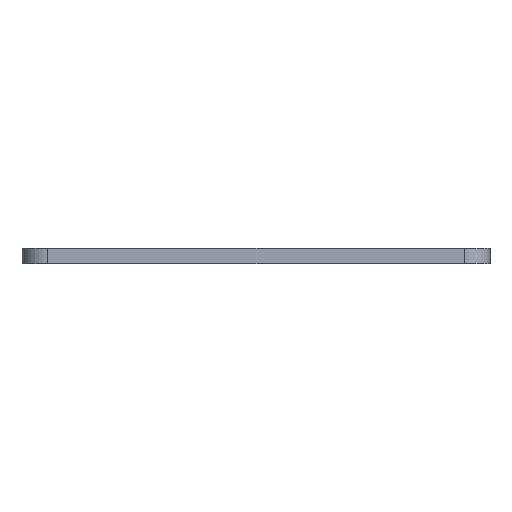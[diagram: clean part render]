
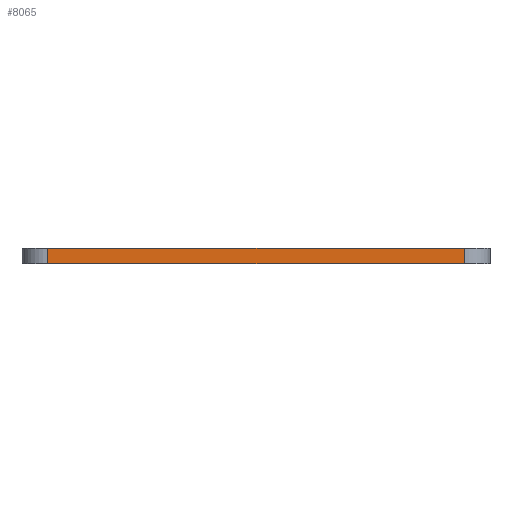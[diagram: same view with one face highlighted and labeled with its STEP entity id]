
A CAD part, left-side view. The second image highlights one B-rep face of the part: STEP entity #8065.
In plain terms, the highlighted planar face has unit normal (-1, 0, 0).
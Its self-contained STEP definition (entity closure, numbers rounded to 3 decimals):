
#1334=FACE_OUTER_BOUND('',#1795,.T.);
#1795=EDGE_LOOP('',(#7378,#7379,#7380,#7381));
#2382=LINE('',#16323,#3008);
#2409=LINE('',#16398,#3035);
#2410=LINE('',#16401,#3036);
#2411=LINE('',#16402,#3037);
#3008=VECTOR('',#9031,10.);
#3035=VECTOR('',#9094,10.);
#3036=VECTOR('',#9097,10.);
#3037=VECTOR('',#9098,10.);
#3835=VERTEX_POINT('',#16320);
#3836=VERTEX_POINT('',#16322);
#3865=VERTEX_POINT('',#16394);
#3867=VERTEX_POINT('',#16400);
#5015=EDGE_CURVE('',#3835,#3836,#2382,.T.);
#5049=EDGE_CURVE('',#3836,#3865,#2409,.T.);
#5050=EDGE_CURVE('',#3867,#3835,#2410,.T.);
#5051=EDGE_CURVE('',#3865,#3867,#2411,.T.);
#7378=ORIENTED_EDGE('',*,*,#5049,.F.);
#7379=ORIENTED_EDGE('',*,*,#5015,.F.);
#7380=ORIENTED_EDGE('',*,*,#5050,.F.);
#7381=ORIENTED_EDGE('',*,*,#5051,.F.);
#7642=PLANE('',#8233);
#8065=ADVANCED_FACE('',(#1334),#7642,.T.);
#8233=AXIS2_PLACEMENT_3D('',#16399,#9095,#9096);
#9031=DIRECTION('',(0.,1.,0.));
#9094=DIRECTION('',(0.,0.,1.));
#9095=DIRECTION('center_axis',(-1.,0.,0.));
#9096=DIRECTION('ref_axis',(0.,-1.,0.));
#9097=DIRECTION('',(0.,0.,-1.));
#9098=DIRECTION('',(0.,-1.,0.));
#16320=CARTESIAN_POINT('',(15.,-3.3,0.));
#16322=CARTESIAN_POINT('',(15.,76.76,0.));
#16323=CARTESIAN_POINT('',(15.,-8.3,0.));
#16394=CARTESIAN_POINT('',(15.,76.76,3.));
#16398=CARTESIAN_POINT('',(15.,76.76,0.));
#16399=CARTESIAN_POINT('Origin',(15.,81.76,0.));
#16400=CARTESIAN_POINT('',(15.,-3.3,3.));
#16401=CARTESIAN_POINT('',(15.,-3.3,0.));
#16402=CARTESIAN_POINT('',(15.,-8.3,3.));
